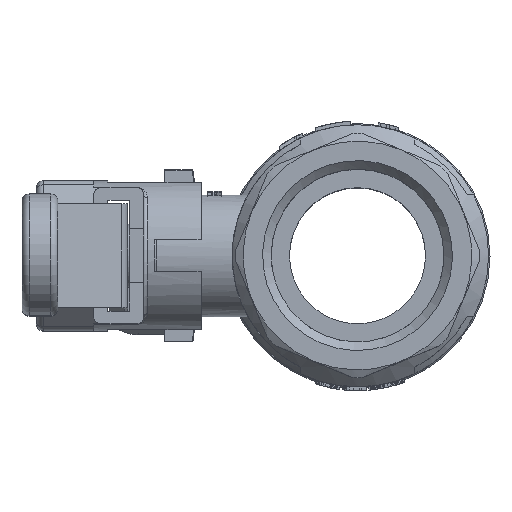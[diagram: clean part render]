
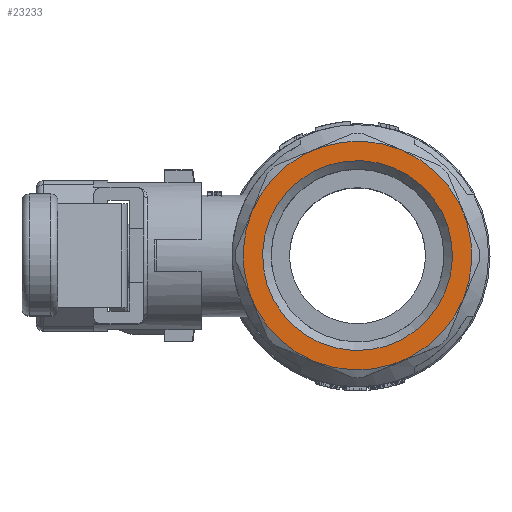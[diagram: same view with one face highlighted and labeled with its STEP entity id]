
A CAD part, top view. The second image highlights one B-rep face of the part: STEP entity #23233.
In plain terms, the highlighted planar face has unit normal (0, 0, 1).
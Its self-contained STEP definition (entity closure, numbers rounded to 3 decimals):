
#2333=CIRCLE('',#34249,15.968);
#2334=CIRCLE('',#34251,13.259);
#9074=ORIENTED_EDGE('',*,*,#12797,.T.);
#9075=ORIENTED_EDGE('',*,*,#12798,.F.);
#12797=EDGE_CURVE('',#15182,#15182,#2333,.T.);
#12798=EDGE_CURVE('',#15183,#15183,#2334,.T.);
#15182=VERTEX_POINT('',#51669);
#15183=VERTEX_POINT('',#51672);
#19456=EDGE_LOOP('',(#9074));
#19457=EDGE_LOOP('',(#9075));
#20859=FACE_BOUND('',#19456,.T.);
#20860=FACE_BOUND('',#19457,.T.);
#21984=PLANE('',#34250);
#23233=ADVANCED_FACE('',(#20859,#20860),#21984,.T.);
#34249=AXIS2_PLACEMENT_3D('',#51668,#42072,#42073);
#34250=AXIS2_PLACEMENT_3D('',#51670,#42074,#42075);
#34251=AXIS2_PLACEMENT_3D('',#51671,#42076,#42077);
#42072=DIRECTION('',(0.,0.,1.));
#42073=DIRECTION('',(0.924,-0.383,0.));
#42074=DIRECTION('',(0.,0.,1.));
#42075=DIRECTION('',(1.,0.,0.));
#42076=DIRECTION('',(0.,0.,1.));
#42077=DIRECTION('',(0.924,-0.383,0.));
#51668=CARTESIAN_POINT('',(0.,0.,30.));
#51669=CARTESIAN_POINT('',(14.753,-6.111,30.));
#51670=CARTESIAN_POINT('',(0.,0.,30.));
#51671=CARTESIAN_POINT('',(0.,0.,30.));
#51672=CARTESIAN_POINT('',(12.249,-5.074,30.));
